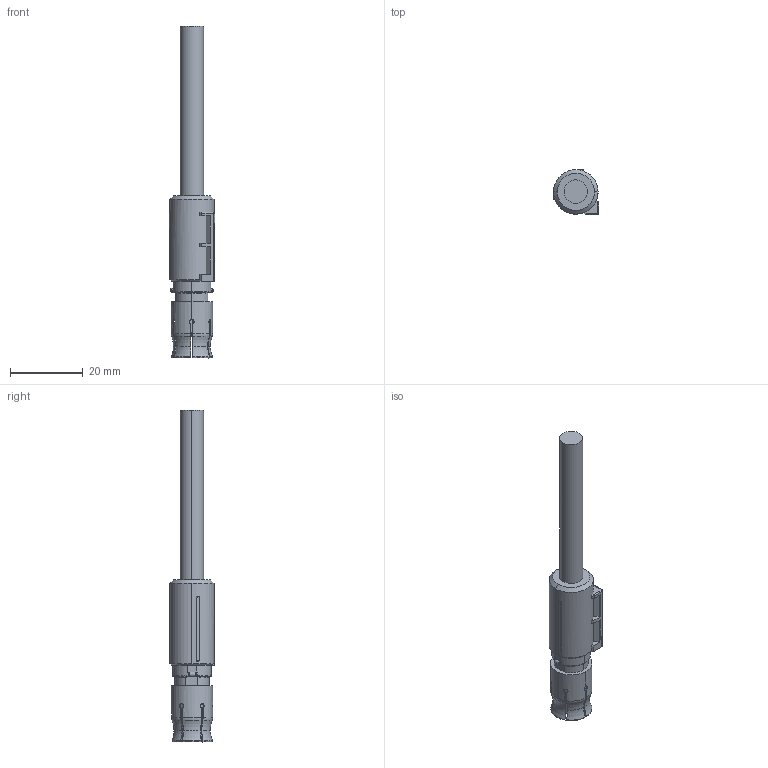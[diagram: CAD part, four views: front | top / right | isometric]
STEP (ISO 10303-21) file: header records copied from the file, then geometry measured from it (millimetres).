
FILE_DESCRIPTION(('CATIA V5 STEP Exchange','CAx-IF Rec.Pracs.--- Model Styling and Organization---1.4--- 2014-01-23'),'2;1');
FILE_NAME ('137389-2_1_2003850150_2003850150.stp','2020-02-12T07:21:14+00:00',('none'),('Weidmueller'),'CATIA Version 5-6 Release 2016 SP3 HF44','CATIA V5 STEP AP214','none');
FILE_SCHEMA(('AUTOMOTIVE_DESIGN { 1 0 10303 214 1 1 1 1 }'));
Length unit declared in the file: millimetre
Products named in the file (1): 2003850150
Bounding box: 12.41 x 12.41 x 91.1 mm (x, y, z)
Volume: 5692.6 mm3; surface area: 3991.1 mm2
Topology: 3 solids, 3 shells, 390 faces, 1036 edges, 661 vertices
Faces by surface type: cylinder 150, plane 132, torus 70, bspline 21, cone 15, sphere 2
Entity records: 13279 total; most frequent: CARTESIAN_POINT 4450, ORIENTED_EDGE 2064, DIRECTION 1414, EDGE_CURVE 1032, VERTEX_POINT 661, AXIS2_PLACEMENT_3D 615, VECTOR 440, LINE 440
